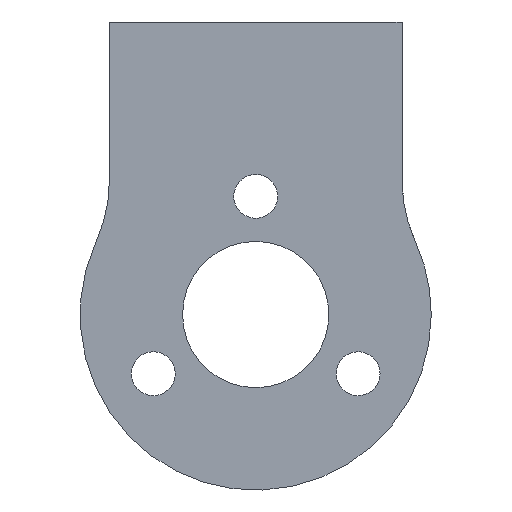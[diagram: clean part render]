
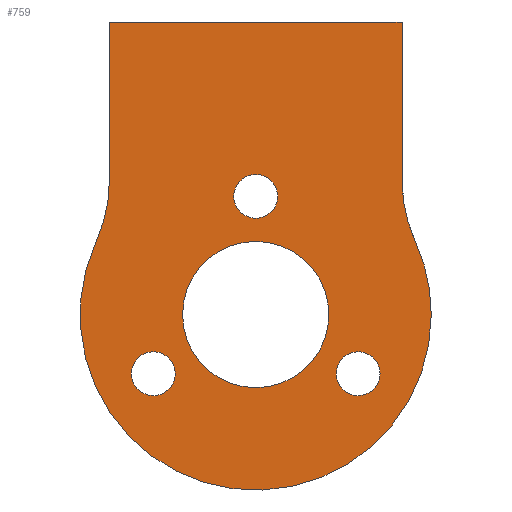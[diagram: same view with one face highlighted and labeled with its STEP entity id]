
A CAD part, front view. The second image highlights one B-rep face of the part: STEP entity #759.
In plain terms, the highlighted planar face has unit normal (0, -1, 0).
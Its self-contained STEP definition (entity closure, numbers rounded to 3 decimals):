
#16 = CARTESIAN_POINT ( 'NONE',  ( 7., 0., -4.041 ) ) ;
#28 = DIRECTION ( 'NONE',  ( 1., 0., 0. ) ) ;
#31 = FACE_OUTER_BOUND ( 'NONE', #87, .T. ) ;
#53 = DIRECTION ( 'NONE',  ( 0., 0., 1. ) ) ;
#73 = ORIENTED_EDGE ( 'NONE', *, *, #646, .F. ) ;
#76 = DIRECTION ( 'NONE',  ( 0., -1., 0. ) ) ;
#87 = EDGE_LOOP ( 'NONE', ( #761, #1207, #1359, #866, #653, #209, #934 ) ) ;
#133 = AXIS2_PLACEMENT_3D ( 'NONE', #1388, #198, #639 ) ;
#141 = CARTESIAN_POINT ( 'NONE',  ( 0., 0., 0. ) ) ;
#146 = FACE_BOUND ( 'NONE', #1176, .T. ) ;
#161 = CIRCLE ( 'NONE', #980, 5. ) ;
#176 = ORIENTED_EDGE ( 'NONE', *, *, #628, .F. ) ;
#189 = DIRECTION ( 'NONE',  ( 0.89, 0., 0.456 ) ) ;
#195 = DIRECTION ( 'NONE',  ( 0., -1., 0. ) ) ;
#198 = DIRECTION ( 'NONE',  ( 0., -1., 0. ) ) ;
#199 = CARTESIAN_POINT ( 'NONE',  ( 10.909, 0., 4.999 ) ) ;
#201 = EDGE_CURVE ( 'NONE', #491, #288, #1252, .T. ) ;
#209 = ORIENTED_EDGE ( 'NONE', *, *, #1052, .F. ) ;
#217 = VERTEX_POINT ( 'NONE', #1424 ) ;
#227 = CIRCLE ( 'NONE', #1047, 12. ) ;
#248 = CIRCLE ( 'NONE', #133, 1.5 ) ;
#251 = DIRECTION ( 'NONE',  ( -1., 0., 0. ) ) ;
#267 = CARTESIAN_POINT ( 'NONE',  ( 20., 0., 9.165 ) ) ;
#273 = CARTESIAN_POINT ( 'NONE',  ( 6.043, 0., -5.197 ) ) ;
#283 = DIRECTION ( 'NONE',  ( 1., 0., 0. ) ) ;
#288 = VERTEX_POINT ( 'NONE', #502 ) ;
#291 = EDGE_CURVE ( 'NONE', #512, #591, #1439, .T. ) ;
#303 = CIRCLE ( 'NONE', #1133, 5. ) ;
#306 = DIRECTION ( 'NONE',  ( 0., -1., 0. ) ) ;
#318 = CIRCLE ( 'NONE', #383, 10. ) ;
#325 = VECTOR ( 'NONE', #53, 1000. ) ;
#362 = DIRECTION ( 'NONE',  ( 1., 0., 0. ) ) ;
#364 = VERTEX_POINT ( 'NONE', #1124 ) ;
#366 = DIRECTION ( 'NONE',  ( 0., 1., 0. ) ) ;
#376 = DIRECTION ( 'NONE',  ( 0., 1., 0. ) ) ;
#377 = CARTESIAN_POINT ( 'NONE',  ( 12., 0., 0. ) ) ;
#383 = AXIS2_PLACEMENT_3D ( 'NONE', #1040, #376, #28 ) ;
#399 = VERTEX_POINT ( 'NONE', #1248 ) ;
#414 = VERTEX_POINT ( 'NONE', #1456 ) ;
#447 = ORIENTED_EDGE ( 'NONE', *, *, #1192, .F. ) ;
#448 = EDGE_CURVE ( 'NONE', #288, #491, #861, .T. ) ;
#461 = VECTOR ( 'NONE', #251, 1000. ) ;
#465 = DIRECTION ( 'NONE',  ( 0.89, 0., 0.456 ) ) ;
#476 = DIRECTION ( 'NONE',  ( -0.876, 0., 0.482 ) ) ;
#491 = VERTEX_POINT ( 'NONE', #957 ) ;
#500 = EDGE_CURVE ( 'NONE', #414, #364, #1155, .T. ) ;
#501 = DIRECTION ( 'NONE',  ( 0., 0., -1. ) ) ;
#502 = CARTESIAN_POINT ( 'NONE',  ( -1.335, 0., 7.4 ) ) ;
#512 = VERTEX_POINT ( 'NONE', #377 ) ;
#513 = AXIS2_PLACEMENT_3D ( 'NONE', #1227, #195, #189 ) ;
#519 = CARTESIAN_POINT ( 'NONE',  ( -10.909, 0., 4.999 ) ) ;
#536 = CIRCLE ( 'NONE', #1290, 1.5 ) ;
#544 = ORIENTED_EDGE ( 'NONE', *, *, #978, .F. ) ;
#556 = AXIS2_PLACEMENT_3D ( 'NONE', #610, #1300, #283 ) ;
#558 = VERTEX_POINT ( 'NONE', #1068 ) ;
#563 = EDGE_CURVE ( 'NONE', #1458, #217, #617, .T. ) ;
#573 = CARTESIAN_POINT ( 'NONE',  ( 10., 0., 9.165 ) ) ;
#581 = DIRECTION ( 'NONE',  ( 0., -1., 0. ) ) ;
#584 = EDGE_LOOP ( 'NONE', ( #447, #603 ) ) ;
#586 = FACE_BOUND ( 'NONE', #584, .T. ) ;
#591 = VERTEX_POINT ( 'NONE', #519 ) ;
#594 = DIRECTION ( 'NONE',  ( 0., -1., 0. ) ) ;
#603 = ORIENTED_EDGE ( 'NONE', *, *, #1200, .F. ) ;
#610 = CARTESIAN_POINT ( 'NONE',  ( 0., 0., 0. ) ) ;
#615 = VERTEX_POINT ( 'NONE', #1028 ) ;
#617 = LINE ( 'NONE', #573, #325 ) ;
#628 = EDGE_CURVE ( 'NONE', #558, #1214, #536, .T. ) ;
#639 = DIRECTION ( 'NONE',  ( -0.876, 0., 0.482 ) ) ;
#646 = EDGE_CURVE ( 'NONE', #399, #850, #303, .T. ) ;
#653 = ORIENTED_EDGE ( 'NONE', *, *, #1260, .F. ) ;
#672 = AXIS2_PLACEMENT_3D ( 'NONE', #1391, #366, #815 ) ;
#673 = CARTESIAN_POINT ( 'NONE',  ( 10., 0., 9.165 ) ) ;
#714 = VERTEX_POINT ( 'NONE', #1293 ) ;
#751 = EDGE_CURVE ( 'NONE', #217, #414, #804, .T. ) ;
#759 = ADVANCED_FACE ( 'NONE', ( #586, #1163, #146, #1044, #31 ), #927, .F. ) ;
#761 = ORIENTED_EDGE ( 'NONE', *, *, #751, .T. ) ;
#763 = CIRCLE ( 'NONE', #1153, 1.5 ) ;
#804 = LINE ( 'NONE', #1271, #461 ) ;
#815 = DIRECTION ( 'NONE',  ( 1., 0., 0. ) ) ;
#819 = EDGE_CURVE ( 'NONE', #1214, #558, #832, .T. ) ;
#832 = CIRCLE ( 'NONE', #836, 1.5 ) ;
#836 = AXIS2_PLACEMENT_3D ( 'NONE', #1092, #76, #1217 ) ;
#847 = VERTEX_POINT ( 'NONE', #199 ) ;
#848 = DIRECTION ( 'NONE',  ( -1., 0., 0. ) ) ;
#850 = VERTEX_POINT ( 'NONE', #993 ) ;
#861 = CIRCLE ( 'NONE', #1294, 1.5 ) ;
#866 = ORIENTED_EDGE ( 'NONE', *, *, #291, .F. ) ;
#911 = DIRECTION ( 'NONE',  ( 0., -1., 0. ) ) ;
#927 = PLANE ( 'NONE',  #672 ) ;
#934 = ORIENTED_EDGE ( 'NONE', *, *, #563, .T. ) ;
#946 = DIRECTION ( 'NONE',  ( 0., -1., 0. ) ) ;
#957 = CARTESIAN_POINT ( 'NONE',  ( 1.335, 0., 8.766 ) ) ;
#963 = ORIENTED_EDGE ( 'NONE', *, *, #448, .F. ) ;
#968 = ORIENTED_EDGE ( 'NONE', *, *, #201, .F. ) ;
#971 = ORIENTED_EDGE ( 'NONE', *, *, #819, .F. ) ;
#978 = EDGE_CURVE ( 'NONE', #850, #399, #161, .T. ) ;
#980 = AXIS2_PLACEMENT_3D ( 'NONE', #141, #581, #1150 ) ;
#993 = CARTESIAN_POINT ( 'NONE',  ( 5., 0., 0. ) ) ;
#1028 = CARTESIAN_POINT ( 'NONE',  ( -8.314, 0., -3.319 ) ) ;
#1035 = CARTESIAN_POINT ( 'NONE',  ( 0., 0., 8.083 ) ) ;
#1040 = CARTESIAN_POINT ( 'NONE',  ( -20., 0., 9.165 ) ) ;
#1044 = FACE_BOUND ( 'NONE', #1295, .T. ) ;
#1047 = AXIS2_PLACEMENT_3D ( 'NONE', #1159, #1282, #362 ) ;
#1051 = DIRECTION ( 'NONE',  ( 1., 0., 0. ) ) ;
#1052 = EDGE_CURVE ( 'NONE', #1458, #847, #1269, .T. ) ;
#1061 = DIRECTION ( 'NONE',  ( 0., -1., 0. ) ) ;
#1062 = DIRECTION ( 'NONE',  ( -0.638, 0., -0.77 ) ) ;
#1068 = CARTESIAN_POINT ( 'NONE',  ( 7.957, 0., -2.886 ) ) ;
#1092 = CARTESIAN_POINT ( 'NONE',  ( 7., 0., -4.041 ) ) ;
#1124 = CARTESIAN_POINT ( 'NONE',  ( -10., 0., 9.165 ) ) ;
#1133 = AXIS2_PLACEMENT_3D ( 'NONE', #1415, #594, #1051 ) ;
#1150 = DIRECTION ( 'NONE',  ( 1., 0., 0. ) ) ;
#1153 = AXIS2_PLACEMENT_3D ( 'NONE', #1216, #306, #476 ) ;
#1155 = LINE ( 'NONE', #1184, #1346 ) ;
#1159 = CARTESIAN_POINT ( 'NONE',  ( 0., 0., 0. ) ) ;
#1163 = FACE_BOUND ( 'NONE', #1417, .T. ) ;
#1176 = EDGE_LOOP ( 'NONE', ( #968, #963 ) ) ;
#1184 = CARTESIAN_POINT ( 'NONE',  ( -10., 0., 20. ) ) ;
#1192 = EDGE_CURVE ( 'NONE', #615, #714, #763, .T. ) ;
#1200 = EDGE_CURVE ( 'NONE', #714, #615, #248, .T. ) ;
#1207 = ORIENTED_EDGE ( 'NONE', *, *, #500, .T. ) ;
#1214 = VERTEX_POINT ( 'NONE', #273 ) ;
#1216 = CARTESIAN_POINT ( 'NONE',  ( -7., 0., -4.041 ) ) ;
#1217 = DIRECTION ( 'NONE',  ( -0.638, 0., -0.77 ) ) ;
#1227 = CARTESIAN_POINT ( 'NONE',  ( 0., 0., 8.083 ) ) ;
#1230 = AXIS2_PLACEMENT_3D ( 'NONE', #267, #1061, #848 ) ;
#1248 = CARTESIAN_POINT ( 'NONE',  ( -5., 0., 0. ) ) ;
#1252 = CIRCLE ( 'NONE', #513, 1.5 ) ;
#1260 = EDGE_CURVE ( 'NONE', #847, #512, #227, .T. ) ;
#1269 = CIRCLE ( 'NONE', #1230, 10. ) ;
#1271 = CARTESIAN_POINT ( 'NONE',  ( 10., 0., 20. ) ) ;
#1282 = DIRECTION ( 'NONE',  ( 0., 1., 0. ) ) ;
#1290 = AXIS2_PLACEMENT_3D ( 'NONE', #16, #911, #1062 ) ;
#1293 = CARTESIAN_POINT ( 'NONE',  ( -5.686, 0., -4.764 ) ) ;
#1294 = AXIS2_PLACEMENT_3D ( 'NONE', #1035, #946, #465 ) ;
#1295 = EDGE_LOOP ( 'NONE', ( #544, #73 ) ) ;
#1300 = DIRECTION ( 'NONE',  ( 0., 1., 0. ) ) ;
#1338 = EDGE_CURVE ( 'NONE', #364, #591, #318, .T. ) ;
#1346 = VECTOR ( 'NONE', #501, 1000. ) ;
#1359 = ORIENTED_EDGE ( 'NONE', *, *, #1338, .T. ) ;
#1388 = CARTESIAN_POINT ( 'NONE',  ( -7., 0., -4.041 ) ) ;
#1391 = CARTESIAN_POINT ( 'NONE',  ( 16.157, 0., 29.213 ) ) ;
#1415 = CARTESIAN_POINT ( 'NONE',  ( 0., 0., 0. ) ) ;
#1417 = EDGE_LOOP ( 'NONE', ( #971, #176 ) ) ;
#1424 = CARTESIAN_POINT ( 'NONE',  ( 10., 0., 20. ) ) ;
#1439 = CIRCLE ( 'NONE', #556, 12. ) ;
#1456 = CARTESIAN_POINT ( 'NONE',  ( -10., 0., 20. ) ) ;
#1458 = VERTEX_POINT ( 'NONE', #673 ) ;
